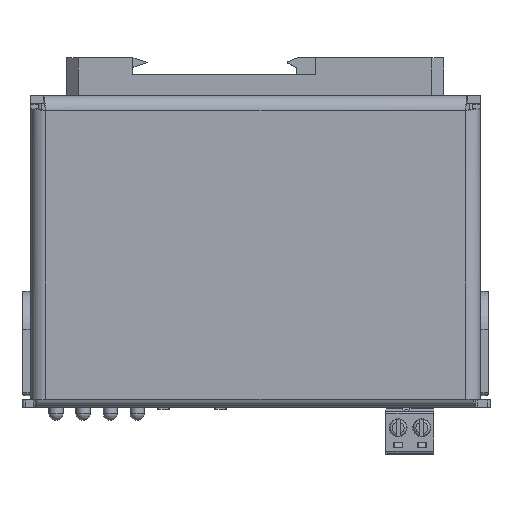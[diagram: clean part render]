
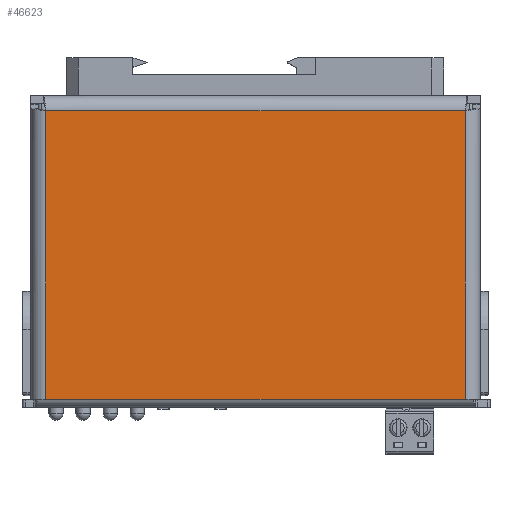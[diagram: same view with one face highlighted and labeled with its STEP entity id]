
A CAD part, top view. The second image highlights one B-rep face of the part: STEP entity #46623.
In plain terms, the highlighted face is planar.
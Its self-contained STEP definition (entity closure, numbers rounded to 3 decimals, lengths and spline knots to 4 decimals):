
#900=PLANE('',#48995);
#4209=FACE_OUTER_BOUND('',#6820,.T.);
#6820=EDGE_LOOP('',(#34581,#34582,#34583,#34584));
#9817=LINE('',#70844,#14962);
#9825=LINE('',#70893,#14970);
#9833=LINE('',#70951,#14978);
#9839=LINE('',#71024,#14984);
#14962=VECTOR('',#53285,0.3937);
#14970=VECTOR('',#53311,0.3937);
#14978=VECTOR('',#53331,0.3937);
#14984=VECTOR('',#53349,0.3937);
#21159=VERTEX_POINT('',#70835);
#21160=VERTEX_POINT('',#70843);
#21164=VERTEX_POINT('',#70890);
#21165=VERTEX_POINT('',#70892);
#26082=EDGE_CURVE('',#21160,#21159,#9817,.T.);
#26094=EDGE_CURVE('',#21165,#21164,#9825,.T.);
#26106=EDGE_CURVE('',#21159,#21165,#9833,.T.);
#26115=EDGE_CURVE('',#21160,#21164,#9839,.T.);
#34581=ORIENTED_EDGE('',*,*,#26082,.T.);
#34582=ORIENTED_EDGE('',*,*,#26106,.T.);
#34583=ORIENTED_EDGE('',*,*,#26094,.T.);
#34584=ORIENTED_EDGE('',*,*,#26115,.F.);
#46623=ADVANCED_FACE('',(#4209),#900,.F.);
#48995=AXIS2_PLACEMENT_3D('',#71025,#53350,#53351);
#53285=DIRECTION('',(0.,-1.,0.));
#53311=DIRECTION('',(0.,1.,0.));
#53331=DIRECTION('',(-1.,0.,0.));
#53349=DIRECTION('',(-1.,0.,0.));
#53350=DIRECTION('center_axis',(0.,0.,1.));
#53351=DIRECTION('ref_axis',(1.,0.,0.));
#70835=CARTESIAN_POINT('',(1.741,-1.136,0.));
#70843=CARTESIAN_POINT('',(1.741,1.26,0.));
#70844=CARTESIAN_POINT('',(1.741,-0.568,0.));
#70890=CARTESIAN_POINT('',(-1.741,1.26,0.));
#70892=CARTESIAN_POINT('',(-1.741,-1.136,0.));
#70893=CARTESIAN_POINT('',(-1.741,0.63,0.));
#70951=CARTESIAN_POINT('',(-0.8705,-1.136,0.));
#71024=CARTESIAN_POINT('',(1.865,1.26,0.));
#71025=CARTESIAN_POINT('Origin',(0.,0.,
0.));
